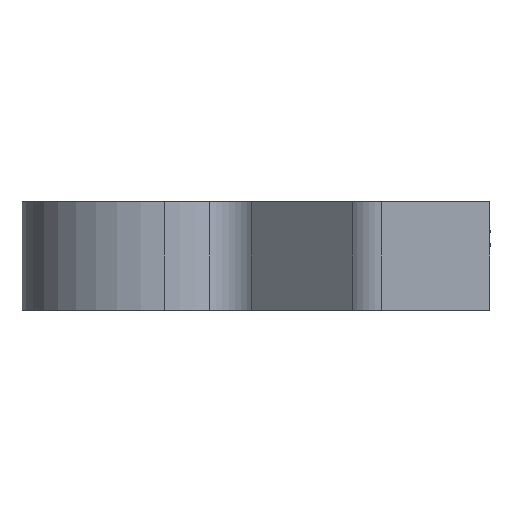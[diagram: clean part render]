
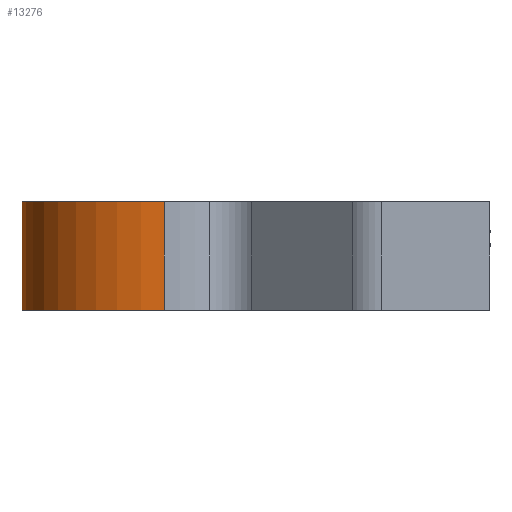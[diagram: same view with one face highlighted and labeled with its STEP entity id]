
A CAD part, left-side view. The second image highlights one B-rep face of the part: STEP entity #13276.
In plain terms, the highlighted cylindrical face has radius 10.5 mm (diameter 21 mm), a partial arc.
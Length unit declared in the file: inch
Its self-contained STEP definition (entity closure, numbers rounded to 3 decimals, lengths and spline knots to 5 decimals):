
#52 = VERTEX_POINT ( 'NONE', #7252 ) ;
#837 = DIRECTION ( 'NONE',  ( 0., 0., -1. ) ) ;
#1010 = CARTESIAN_POINT ( 'NONE',  ( 0.31492, 0.26788, 0.08729 ) ) ;
#1079 = CARTESIAN_POINT ( 'NONE',  ( 0.30406, 0.28011, 0.20377 ) ) ;
#1159 = DIRECTION ( 'NONE',  ( 0., 0., 1. ) ) ;
#1209 = CARTESIAN_POINT ( 'NONE',  ( 0.29848, 0.28601, 0.18109 ) ) ;
#1357 = AXIS2_PLACEMENT_3D ( 'NONE', #3864, #2686, #6792 ) ;
#1604 = ORIENTED_EDGE ( 'NONE', *, *, #5301, .F. ) ;
#1963 = AXIS2_PLACEMENT_3D ( 'NONE', #9673, #1159, #13949 ) ;
#2385 = CARTESIAN_POINT ( 'NONE',  ( 0.32356, 0.25738, 0.24106 ) ) ;
#2443 = CARTESIAN_POINT ( 'NONE',  ( 0.33298, 0.24497, 0.06264 ) ) ;
#2530 = AXIS2_PLACEMENT_3D ( 'NONE', #3187, #15963, #6115 ) ;
#2629 = CARTESIAN_POINT ( 'NONE',  ( 0.30138, 0.28296, 0.11968 ) ) ;
#2662 = CYLINDRICAL_SURFACE ( 'NONE', #2530, 0.41339 ) ;
#2686 = DIRECTION ( 'NONE',  ( 0., 0., 1. ) ) ;
#2773 = VERTEX_POINT ( 'NONE', #8110 ) ;
#3187 = CARTESIAN_POINT ( 'NONE',  ( 0., 0., 0.31496 ) ) ;
#3356 = CIRCLE ( 'NONE', #1963, 0.41339 ) ;
#3864 = CARTESIAN_POINT ( 'NONE',  ( 0., 0., 0. ) ) ;
#3874 = CARTESIAN_POINT ( 'NONE',  ( 0.29757, 0.28696, 0.13824 ) ) ;
#4485 = CIRCLE ( 'NONE', #1357, 0.41339 ) ;
#4605 = LINE ( 'NONE', #18082, #12349 ) ;
#5192 = CARTESIAN_POINT ( 'NONE',  ( 0.3282, 0.25147, 0.24701 ) ) ;
#5244 = CARTESIAN_POINT ( 'NONE',  ( 0.31086, 0.27254, 0.09486 ) ) ;
#5301 = EDGE_CURVE ( 'NONE', #11489, #52, #3356, .T. ) ;
#5438 = CARTESIAN_POINT ( 'NONE',  ( 0.29659, 0.28796, 0.14767 ) ) ;
#5627 = EDGE_CURVE ( 'NONE', #11489, #11431, #15795, .T. ) ;
#5707 = ORIENTED_EDGE ( 'NONE', *, *, #11821, .F. ) ;
#5995 = EDGE_LOOP ( 'NONE', ( #5707, #1604, #8813, #7696, #9432, #11103 ) ) ;
#6115 = DIRECTION ( 'NONE',  ( -1., 0., 0. ) ) ;
#6138 = VERTEX_POINT ( 'NONE', #6251 ) ;
#6251 = CARTESIAN_POINT ( 'NONE',  ( 0.33298, 0.24497, 0.06264 ) ) ;
#6504 = LINE ( 'NONE', #13649, #17376 ) ;
#6548 = B_SPLINE_CURVE_WITH_KNOTS ( 'NONE', 3,
 ( #2443, #11027, #12379, #1010, #5244, #15341, #2629, #3874, #5438, #8294, #18240, #9731, #1209, #11152, #1079, #16662, #12441, #2385, #5192, #10964 ),
 .UNSPECIFIED., .F., .F.,
 ( 4, 2, 2, 2, 2, 2, 2, 2, 2, 4 ),
 ( 0., 0.00073, 0.00146, 0.00218, 0.00291, 0.00327, 0.00364, 0.00437, 0.00509, 0.00582 ),
 .UNSPECIFIED. ) ;
#6792 = DIRECTION ( 'NONE',  ( 1., 0., 0. ) ) ;
#7252 = CARTESIAN_POINT ( 'NONE',  ( -0.41339, 0., 0.31496 ) ) ;
#7696 = ORIENTED_EDGE ( 'NONE', *, *, #18359, .F. ) ;
#8110 = CARTESIAN_POINT ( 'NONE',  ( 0.33298, 0.24497, 0. ) ) ;
#8294 = CARTESIAN_POINT ( 'NONE',  ( 0.29657, 0.28798, 0.16204 ) ) ;
#8669 = CARTESIAN_POINT ( 'NONE',  ( 0.33298, 0.24497, 0.31496 ) ) ;
#8813 = ORIENTED_EDGE ( 'NONE', *, *, #5627, .T. ) ;
#9247 = DIRECTION ( 'NONE',  ( 0., 0., -1. ) ) ;
#9432 = ORIENTED_EDGE ( 'NONE', *, *, #18041, .T. ) ;
#9524 = DIRECTION ( 'NONE',  ( 0., 0., -1. ) ) ;
#9673 = CARTESIAN_POINT ( 'NONE',  ( 0., 0., 0.31496 ) ) ;
#9731 = CARTESIAN_POINT ( 'NONE',  ( 0.29777, 0.28675, 0.17642 ) ) ;
#10964 = CARTESIAN_POINT ( 'NONE',  ( 0.33298, 0.24497, 0.25232 ) ) ;
#11027 = CARTESIAN_POINT ( 'NONE',  ( 0.32821, 0.25146, 0.06795 ) ) ;
#11103 = ORIENTED_EDGE ( 'NONE', *, *, #12433, .T. ) ;
#11152 = CARTESIAN_POINT ( 'NONE',  ( 0.30127, 0.28307, 0.19486 ) ) ;
#11431 = VERTEX_POINT ( 'NONE', #15389 ) ;
#11489 = VERTEX_POINT ( 'NONE', #8669 ) ;
#11821 = EDGE_CURVE ( 'NONE', #52, #16549, #6504, .T. ) ;
#11900 = CARTESIAN_POINT ( 'NONE',  ( -0.41339, 0., 0. ) ) ;
#12250 = CARTESIAN_POINT ( 'NONE',  ( 0.33298, 0.24497, 0.31496 ) ) ;
#12349 = VECTOR ( 'NONE', #9524, 39.37008 ) ;
#12379 = CARTESIAN_POINT ( 'NONE',  ( 0.32358, 0.25736, 0.07389 ) ) ;
#12433 = EDGE_CURVE ( 'NONE', #2773, #16549, #4485, .T. ) ;
#12441 = CARTESIAN_POINT ( 'NONE',  ( 0.31487, 0.26794, 0.22759 ) ) ;
#12661 = FACE_OUTER_BOUND ( 'NONE', #5995, .T. ) ;
#13276 = ADVANCED_FACE ( 'NONE', ( #12661 ), #2662, .T. ) ;
#13649 = CARTESIAN_POINT ( 'NONE',  ( -0.41339, 0., 0.31496 ) ) ;
#13949 = DIRECTION ( 'NONE',  ( 1., 0., 0. ) ) ;
#15341 = CARTESIAN_POINT ( 'NONE',  ( 0.30412, 0.28004, 0.11101 ) ) ;
#15389 = CARTESIAN_POINT ( 'NONE',  ( 0.33298, 0.24497, 0.25232 ) ) ;
#15795 = LINE ( 'NONE', #12250, #18014 ) ;
#15963 = DIRECTION ( 'NONE',  ( 0., 0., -1. ) ) ;
#16549 = VERTEX_POINT ( 'NONE', #11900 ) ;
#16662 = CARTESIAN_POINT ( 'NONE',  ( 0.31082, 0.27258, 0.22004 ) ) ;
#17376 = VECTOR ( 'NONE', #9247, 39.37008 ) ;
#18014 = VECTOR ( 'NONE', #837, 39.37008 ) ;
#18041 = EDGE_CURVE ( 'NONE', #6138, #2773, #4605, .T. ) ;
#18082 = CARTESIAN_POINT ( 'NONE',  ( 0.33298, 0.24497, 0.31496 ) ) ;
#18240 = CARTESIAN_POINT ( 'NONE',  ( 0.29681, 0.28774, 0.16691 ) ) ;
#18359 = EDGE_CURVE ( 'NONE', #6138, #11431, #6548, .T. ) ;
